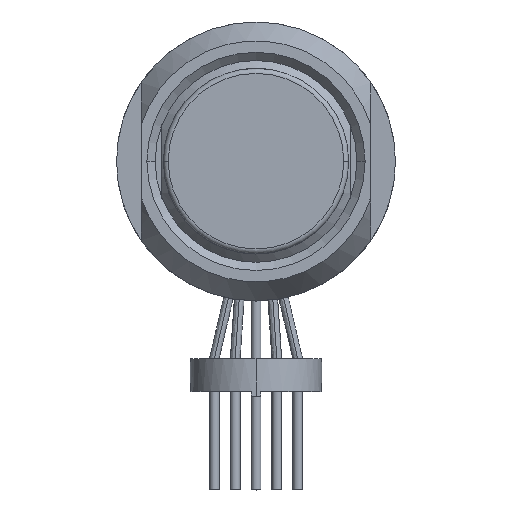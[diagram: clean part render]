
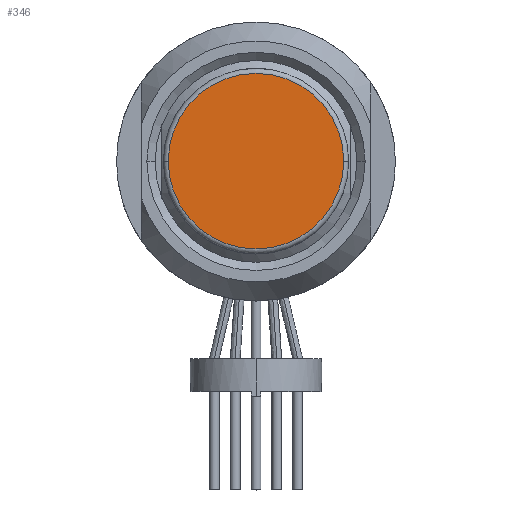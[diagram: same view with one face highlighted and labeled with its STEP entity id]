
A CAD part, top view. The second image highlights one B-rep face of the part: STEP entity #346.
In plain terms, the highlighted planar face has unit normal (0, 0, 1).
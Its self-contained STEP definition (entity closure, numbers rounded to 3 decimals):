
#346=ADVANCED_FACE('',(#800),#801,.T.);
#800=FACE_OUTER_BOUND('',#2133,.T.);
#801=PLANE('',#2134);
#2133=EDGE_LOOP('',(#3088,#3089));
#2134=AXIS2_PLACEMENT_3D('',#3090,#3091,#3092);
#3088=ORIENTED_EDGE('',*,*,#4349,.F.);
#3089=ORIENTED_EDGE('',*,*,#4226,.F.);
#3090=CARTESIAN_POINT('',(2.825,0.0,16.0));
#3091=DIRECTION('',(0.0,0.0,1.0));
#3092=DIRECTION('',(1.0,-0.0,0.0));
#4226=EDGE_CURVE('',#4959,#4957,#4961,.T.);
#4349=EDGE_CURVE('',#4957,#4959,#5119,.T.);
#4957=VERTEX_POINT('',#6043);
#4959=VERTEX_POINT('',#6045);
#4961=CIRCLE('',#6047,5.35);
#5119=CIRCLE('',#6371,5.35);
#6043=CARTESIAN_POINT('',(5.35,0.,16.0));
#6045=CARTESIAN_POINT('',(-5.35,0.,16.0));
#6047=AXIS2_PLACEMENT_3D('',#7278,#7279,#7280);
#6371=AXIS2_PLACEMENT_3D('',#7450,#7451,#7452);
#7278=CARTESIAN_POINT('',(0.0,0.0,16.0));
#7279=DIRECTION('',(0.0,0.0,-1.0));
#7280=DIRECTION('',(-1.0,0.0,0.0));
#7450=CARTESIAN_POINT('',(0.0,0.0,16.0));
#7451=DIRECTION('',(0.0,0.0,-1.0));
#7452=DIRECTION('',(-1.0,0.0,0.0));
